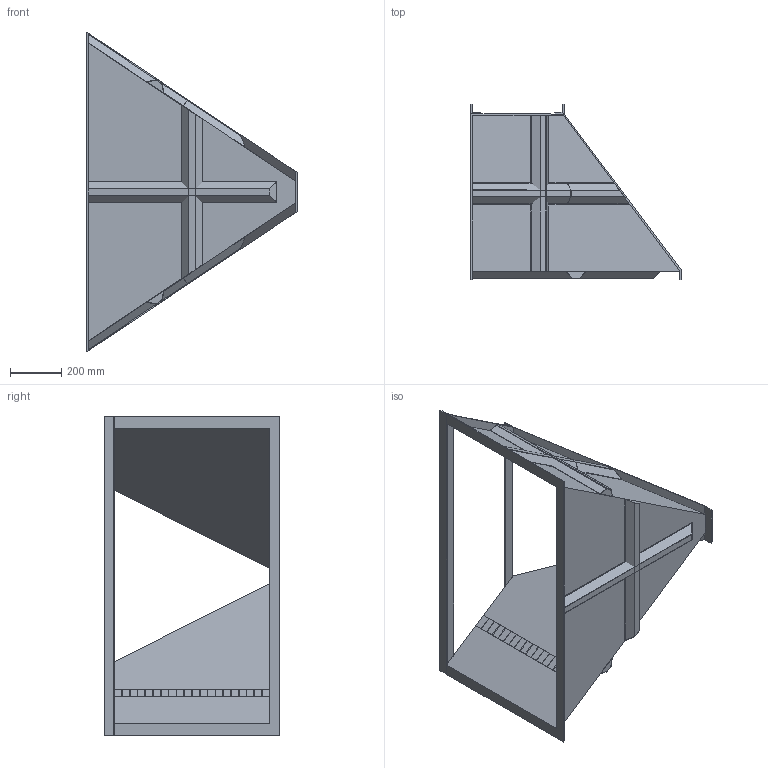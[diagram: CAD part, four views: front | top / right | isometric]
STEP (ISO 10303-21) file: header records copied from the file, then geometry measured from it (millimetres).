
FILE_DESCRIPTION (( 'STEP AP214' ), '1' );
FILE_NAME ('2.0H Flume Assy no options.STEP', '2020-08-31T12:37:56', ( '' ), ( '' ), 'SwSTEP 2.0', 'SolidWorks 2020', '' );
FILE_SCHEMA (( 'AUTOMOTIVE_DESIGN' ));
Length unit declared in the file: inch
Products named in the file (3): 2.0H H Flume_2.0'' H FLUME; Parshall Staff Gauge 24in long parshall staff gauge_English Staff Gauge - Default; 2.0H Flume Assy no options
Assembly tree (2 placements, depth 2):
  2.0H Flume Assy no options
    2.0H H Flume_2.0'' H FLUME
    Parshall Staff Gauge 24in long parshall staff gauge_English Staff Gauge - Default
Bounding box: 822.96 x 685.8 x 1249.82 mm (x, y, z)
Volume: 7679 mm3; surface area: 4868994.3 mm2
Topology: 1 solids, 16 shells, 208 faces, 554 edges, 374 vertices
Faces by surface type: plane 203, cylinder 4, bspline 1
Entity records: 7305 total; most frequent: CARTESIAN_POINT 1193, ORIENTED_EDGE 1092, DIRECTION 968, EDGE_CURVE 554, LINE 542, VECTOR 542, VERTEX_POINT 374, EDGE_LOOP 222
